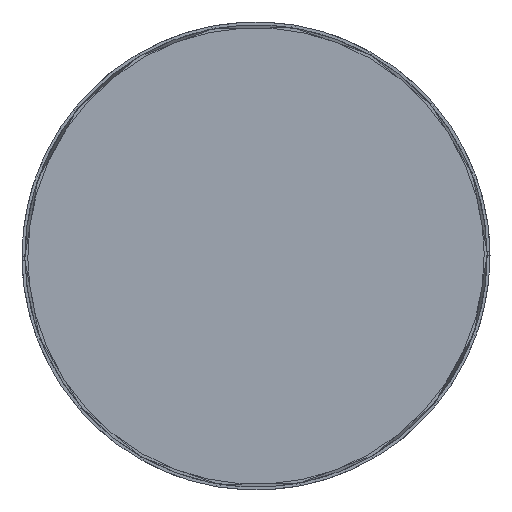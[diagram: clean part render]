
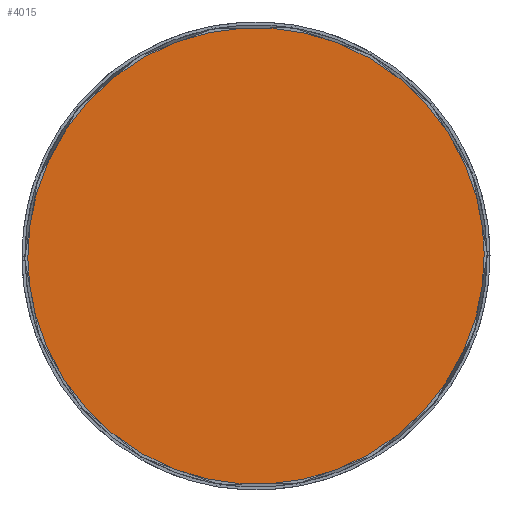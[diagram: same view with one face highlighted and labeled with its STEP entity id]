
A CAD part, left-side view. The second image highlights one B-rep face of the part: STEP entity #4015.
In plain terms, the highlighted free-form (B-spline) face has degree [1, 1] with [2, 2] control points.
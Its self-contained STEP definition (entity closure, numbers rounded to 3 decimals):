
#1419 = EDGE_CURVE('',#1420,#1422,#1424,.T.);
#1420 = VERTEX_POINT('',#1421);
#1421 = CARTESIAN_POINT('',(-95.859,26.663,
    -0.295));
#1422 = VERTEX_POINT('',#1423);
#1423 = CARTESIAN_POINT('',(-95.859,-26.663,
    0.295));
#1424 = ( BOUNDED_CURVE() B_SPLINE_CURVE(2,(#1425,#1426,#1427,#1428,
#1429),.UNSPECIFIED.,.F.,.F.) B_SPLINE_CURVE_WITH_KNOTS((3,2,3),(0.,
1.571,3.142),.PIECEWISE_BEZIER_KNOTS.) CURVE() 
GEOMETRIC_REPRESENTATION_ITEM() RATIONAL_B_SPLINE_CURVE((1.,
0.707,1.,0.707,1.)) REPRESENTATION_ITEM('') );
#1425 = CARTESIAN_POINT('',(-95.859,26.663,
    -0.295));
#1426 = CARTESIAN_POINT('',(-95.859,26.959,
    26.368));
#1427 = CARTESIAN_POINT('',(-95.859,0.295,
    26.663));
#1428 = CARTESIAN_POINT('',(-95.859,-26.368,
    26.959));
#1429 = CARTESIAN_POINT('',(-95.859,-26.663,
    0.295));
#3949 = EDGE_CURVE('',#1422,#1420,#3950,.T.);
#3950 = ( BOUNDED_CURVE() B_SPLINE_CURVE(2,(#3951,#3952,#3953,#3954,
#3955),.UNSPECIFIED.,.F.,.F.) B_SPLINE_CURVE_WITH_KNOTS((3,2,3),(
    3.142,4.712,6.283),
.PIECEWISE_BEZIER_KNOTS.) CURVE() GEOMETRIC_REPRESENTATION_ITEM() 
RATIONAL_B_SPLINE_CURVE((1.,0.707,1.,0.707,1.)) 
REPRESENTATION_ITEM('') );
#3951 = CARTESIAN_POINT('',(-95.859,-26.663,
    0.295));
#3952 = CARTESIAN_POINT('',(-95.859,-26.959,
    -26.368));
#3953 = CARTESIAN_POINT('',(-95.859,-0.295,
    -26.663));
#3954 = CARTESIAN_POINT('',(-95.859,26.368,
    -26.959));
#3955 = CARTESIAN_POINT('',(-95.859,26.663,
    -0.295));
#4015 = ADVANCED_FACE('',(#4016),#4020,.T.);
#4016 = FACE_BOUND('',#4017,.T.);
#4017 = EDGE_LOOP('',(#4018,#4019));
#4018 = ORIENTED_EDGE('',*,*,#1419,.F.);
#4019 = ORIENTED_EDGE('',*,*,#3949,.F.);
#4020 = B_SPLINE_SURFACE_WITH_KNOTS('',1,1,(
    (#4021,#4022)
    ,(#4023,#4024
    )),.UNSPECIFIED.,.F.,.F.,.F.,(2,2),(2,2),(0.25,39.75),(-19.75,19.75)
  ,.PIECEWISE_BEZIER_KNOTS.);
#4021 = CARTESIAN_POINT('',(-95.859,26.368,
    -26.959));
#4022 = CARTESIAN_POINT('',(-95.859,26.959,
    26.368));
#4023 = CARTESIAN_POINT('',(-95.859,-26.959,
    -26.368));
#4024 = CARTESIAN_POINT('',(-95.859,-26.368,
    26.959));
